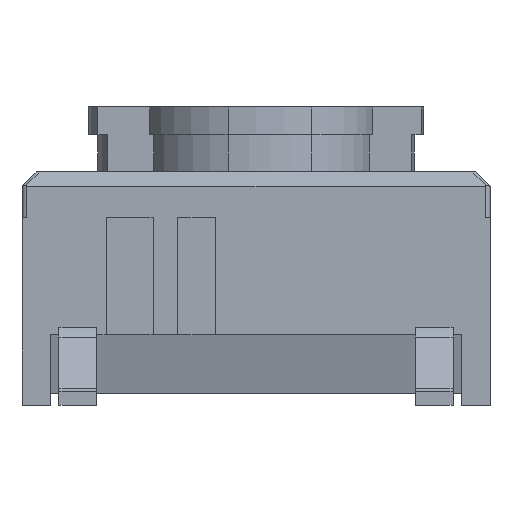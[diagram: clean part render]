
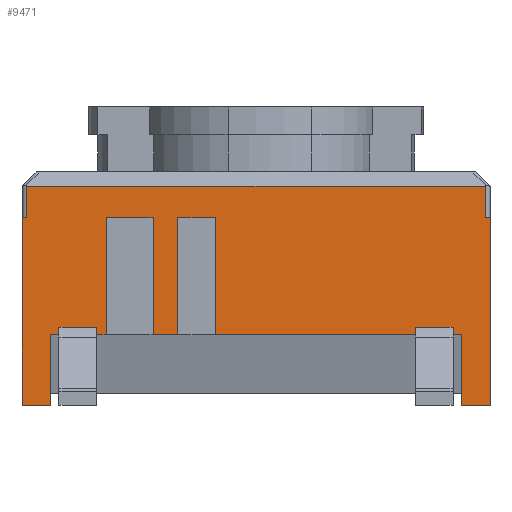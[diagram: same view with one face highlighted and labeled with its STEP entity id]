
A CAD part, left-side view. The second image highlights one B-rep face of the part: STEP entity #9471.
In plain terms, the highlighted planar face has unit normal (-1, 0, 0).
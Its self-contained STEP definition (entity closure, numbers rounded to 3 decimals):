
#2787=CARTESIAN_POINT('',(-5.,3.2,4.));
#2788=VERTEX_POINT('',#2787);
#2805=CARTESIAN_POINT('',(-5.,2.2,4.));
#2806=VERTEX_POINT('',#2805);
#2813=CARTESIAN_POINT('',(-5.,2.2,4.));
#2814=DIRECTION('',(0.0,1.0,0.0));
#2815=VECTOR('',#2814,1.);
#2816=LINE('',#2813,#2815);
#2817=EDGE_CURVE('',#2806,#2788,#2816,.T.);
#2829=CARTESIAN_POINT('',(-5.,0.87,4.));
#2830=VERTEX_POINT('',#2829);
#2837=CARTESIAN_POINT('',(-5.,1.67,4.));
#2838=VERTEX_POINT('',#2837);
#2839=CARTESIAN_POINT('',(-5.,0.87,4.));
#2840=DIRECTION('',(0.0,1.0,0.0));
#2841=VECTOR('',#2840,0.8);
#2842=LINE('',#2839,#2841);
#2843=EDGE_CURVE('',#2830,#2838,#2842,.T.);
#3487=CARTESIAN_POINT('',(-5.,4.9,4.));
#3488=VERTEX_POINT('',#3487);
#3496=CARTESIAN_POINT('',(-5.,4.9,4.68));
#3497=VERTEX_POINT('',#3496);
#3498=CARTESIAN_POINT('',(-5.,4.9,4.));
#3499=DIRECTION('',(0.0,0.0,1.0));
#3500=VECTOR('',#3499,0.68);
#3501=LINE('',#3498,#3500);
#3502=EDGE_CURVE('',#3488,#3497,#3501,.T.);
#3565=CARTESIAN_POINT('',(-5.,-4.9,4.68));
#3566=VERTEX_POINT('',#3565);
#3574=CARTESIAN_POINT('',(-5.,-4.9,4.));
#3575=VERTEX_POINT('',#3574);
#3576=CARTESIAN_POINT('',(-5.,-4.9,4.68));
#3577=DIRECTION('',(0.0,0.0,-1.0));
#3578=VECTOR('',#3577,0.68);
#3579=LINE('',#3576,#3578);
#3580=EDGE_CURVE('',#3566,#3575,#3579,.T.);
#4334=CARTESIAN_POINT('',(-5.,4.9,4.68));
#4335=DIRECTION('',(0.0,-1.0,0.0));
#4336=VECTOR('',#4335,9.8);
#4337=LINE('',#4334,#4336);
#4338=EDGE_CURVE('',#3497,#3566,#4337,.T.);
#4388=CARTESIAN_POINT('',(-5.,-5.,4.));
#4389=VERTEX_POINT('',#4388);
#4390=CARTESIAN_POINT('',(-5.,-5.,4.));
#4391=DIRECTION('',(0.0,1.0,0.0));
#4392=VECTOR('',#4391,0.1);
#4393=LINE('',#4390,#4392);
#4394=EDGE_CURVE('',#4389,#3575,#4393,.T.);
#4434=CARTESIAN_POINT('',(-5.,5.,4.));
#4435=VERTEX_POINT('',#4434);
#4442=CARTESIAN_POINT('',(-5.,4.9,4.));
#4443=DIRECTION('',(0.0,1.0,0.0));
#4444=VECTOR('',#4443,0.1);
#4445=LINE('',#4442,#4444);
#4446=EDGE_CURVE('',#3488,#4435,#4445,.T.);
#7748=CARTESIAN_POINT('',(-5.,-3.41,1.66));
#7749=VERTEX_POINT('',#7748);
#7750=CARTESIAN_POINT('',(-5.,-4.21,1.66));
#7751=VERTEX_POINT('',#7750);
#7752=CARTESIAN_POINT('',(-5.,-3.41,1.66));
#7753=DIRECTION('',(0.0,-1.0,0.0));
#7754=VECTOR('',#7753,0.8);
#7755=LINE('',#7752,#7754);
#7756=EDGE_CURVE('',#7749,#7751,#7755,.T.);
#7790=CARTESIAN_POINT('',(-5.,-3.41,1.5));
#7791=VERTEX_POINT('',#7790);
#7792=CARTESIAN_POINT('',(-5.,-3.41,1.5));
#7793=DIRECTION('',(0.0,0.0,1.0));
#7794=VECTOR('',#7793,0.16);
#7795=LINE('',#7792,#7794);
#7796=EDGE_CURVE('',#7791,#7749,#7795,.T.);
#8075=CARTESIAN_POINT('',(-5.,-4.21,1.5));
#8076=VERTEX_POINT('',#8075);
#8077=CARTESIAN_POINT('',(-5.,-4.21,1.66));
#8078=DIRECTION('',(0.0,0.0,-1.0));
#8079=VECTOR('',#8078,0.16);
#8080=LINE('',#8077,#8079);
#8081=EDGE_CURVE('',#7751,#8076,#8080,.T.);
#8467=CARTESIAN_POINT('',(-5.,0.87,1.5));
#8468=VERTEX_POINT('',#8467);
#8469=CARTESIAN_POINT('',(-5.,0.87,1.5));
#8470=DIRECTION('',(0.0,-1.0,0.0));
#8471=VECTOR('',#8470,4.28);
#8472=LINE('',#8469,#8471);
#8473=EDGE_CURVE('',#8468,#7791,#8472,.T.);
#8491=CARTESIAN_POINT('',(-5.,1.67,1.5));
#8492=VERTEX_POINT('',#8491);
#8499=CARTESIAN_POINT('',(-5.,2.2,1.5));
#8500=VERTEX_POINT('',#8499);
#8501=CARTESIAN_POINT('',(-5.,2.2,1.5));
#8502=DIRECTION('',(0.0,-1.0,0.0));
#8503=VECTOR('',#8502,0.53);
#8504=LINE('',#8501,#8503);
#8505=EDGE_CURVE('',#8500,#8492,#8504,.T.);
#8523=CARTESIAN_POINT('',(-5.,3.2,1.5));
#8524=VERTEX_POINT('',#8523);
#8531=CARTESIAN_POINT('',(-5.,3.41,1.5));
#8532=VERTEX_POINT('',#8531);
#8533=CARTESIAN_POINT('',(-5.,3.41,1.5));
#8534=DIRECTION('',(0.0,-1.0,0.0));
#8535=VECTOR('',#8534,0.21);
#8536=LINE('',#8533,#8535);
#8537=EDGE_CURVE('',#8532,#8524,#8536,.T.);
#8555=CARTESIAN_POINT('',(-5.,4.21,1.5));
#8556=VERTEX_POINT('',#8555);
#8563=CARTESIAN_POINT('',(-5.,4.4,1.5));
#8564=VERTEX_POINT('',#8563);
#8565=CARTESIAN_POINT('',(-5.,4.4,1.5));
#8566=DIRECTION('',(0.0,-1.0,0.0));
#8567=VECTOR('',#8566,0.19);
#8568=LINE('',#8565,#8567);
#8569=EDGE_CURVE('',#8564,#8556,#8568,.T.);
#8587=CARTESIAN_POINT('',(-5.,-4.4,1.5));
#8588=VERTEX_POINT('',#8587);
#8595=CARTESIAN_POINT('',(-5.,-4.21,1.5));
#8596=DIRECTION('',(0.0,-1.0,0.0));
#8597=VECTOR('',#8596,0.19);
#8598=LINE('',#8595,#8597);
#8599=EDGE_CURVE('',#8076,#8588,#8598,.T.);
#8690=CARTESIAN_POINT('',(-5.,4.21,1.66));
#8691=VERTEX_POINT('',#8690);
#8692=CARTESIAN_POINT('',(-5.,4.21,1.5));
#8693=DIRECTION('',(0.0,0.0,1.0));
#8694=VECTOR('',#8693,0.16);
#8695=LINE('',#8692,#8694);
#8696=EDGE_CURVE('',#8556,#8691,#8695,.T.);
#8781=CARTESIAN_POINT('',(-5.,3.41,1.66));
#8782=VERTEX_POINT('',#8781);
#8783=CARTESIAN_POINT('',(-5.,3.41,1.66));
#8784=DIRECTION('',(0.0,0.0,-1.0));
#8785=VECTOR('',#8784,0.16);
#8786=LINE('',#8783,#8785);
#8787=EDGE_CURVE('',#8782,#8532,#8786,.T.);
#8872=CARTESIAN_POINT('',(-5.,4.21,1.66));
#8873=DIRECTION('',(0.0,-1.0,0.0));
#8874=VECTOR('',#8873,0.8);
#8875=LINE('',#8872,#8874);
#8876=EDGE_CURVE('',#8691,#8782,#8875,.T.);
#9378=CARTESIAN_POINT('',(-5.,-5.,0.0));
#9379=DIRECTION('',(-1.0,0.0,0.0));
#9380=DIRECTION('',(0.0,0.0,1.0));
#9381=AXIS2_PLACEMENT_3D('',#9378,#9379,#9380);
#9382=PLANE('',#9381);
#9383=ORIENTED_EDGE('',*,*,#8696,.T.);
#9384=ORIENTED_EDGE('',*,*,#8876,.T.);
#9385=ORIENTED_EDGE('',*,*,#8787,.T.);
#9386=ORIENTED_EDGE('',*,*,#8537,.T.);
#9387=CARTESIAN_POINT('',(-5.,3.2,1.5));
#9388=DIRECTION('',(0.0,0.0,1.0));
#9389=VECTOR('',#9388,2.5);
#9390=LINE('',#9387,#9389);
#9391=EDGE_CURVE('',#8524,#2788,#9390,.T.);
#9392=ORIENTED_EDGE('',*,*,#9391,.T.);
#9393=ORIENTED_EDGE('',*,*,#2817,.F.);
#9394=CARTESIAN_POINT('',(-5.,2.2,4.));
#9395=DIRECTION('',(0.0,0.0,-1.0));
#9396=VECTOR('',#9395,2.5);
#9397=LINE('',#9394,#9396);
#9398=EDGE_CURVE('',#2806,#8500,#9397,.T.);
#9399=ORIENTED_EDGE('',*,*,#9398,.T.);
#9400=ORIENTED_EDGE('',*,*,#8505,.T.);
#9401=CARTESIAN_POINT('',(-5.,1.67,1.5));
#9402=DIRECTION('',(0.0,0.0,1.0));
#9403=VECTOR('',#9402,2.5);
#9404=LINE('',#9401,#9403);
#9405=EDGE_CURVE('',#8492,#2838,#9404,.T.);
#9406=ORIENTED_EDGE('',*,*,#9405,.T.);
#9407=ORIENTED_EDGE('',*,*,#2843,.F.);
#9408=CARTESIAN_POINT('',(-5.,0.87,4.));
#9409=DIRECTION('',(0.0,0.0,-1.0));
#9410=VECTOR('',#9409,2.5);
#9411=LINE('',#9408,#9410);
#9412=EDGE_CURVE('',#2830,#8468,#9411,.T.);
#9413=ORIENTED_EDGE('',*,*,#9412,.T.);
#9414=ORIENTED_EDGE('',*,*,#8473,.T.);
#9415=ORIENTED_EDGE('',*,*,#7796,.T.);
#9416=ORIENTED_EDGE('',*,*,#7756,.T.);
#9417=ORIENTED_EDGE('',*,*,#8081,.T.);
#9418=ORIENTED_EDGE('',*,*,#8599,.T.);
#9419=CARTESIAN_POINT('',(-5.,-4.4,0.));
#9420=VERTEX_POINT('',#9419);
#9421=CARTESIAN_POINT('',(-5.,-4.4,1.5));
#9422=DIRECTION('',(0.0,0.0,-1.0));
#9423=VECTOR('',#9422,1.5);
#9424=LINE('',#9421,#9423);
#9425=EDGE_CURVE('',#8588,#9420,#9424,.T.);
#9426=ORIENTED_EDGE('',*,*,#9425,.T.);
#9427=CARTESIAN_POINT('',(-5.,-5.,0.0));
#9428=VERTEX_POINT('',#9427);
#9429=CARTESIAN_POINT('',(-5.,-5.,0.0));
#9430=DIRECTION('',(0.0,1.0,0.0));
#9431=VECTOR('',#9430,0.6);
#9432=LINE('',#9429,#9431);
#9433=EDGE_CURVE('',#9428,#9420,#9432,.T.);
#9434=ORIENTED_EDGE('',*,*,#9433,.F.);
#9435=CARTESIAN_POINT('',(-5.,-5.,0.0));
#9436=DIRECTION('',(0.0,0.0,1.0));
#9437=VECTOR('',#9436,4.);
#9438=LINE('',#9435,#9437);
#9439=EDGE_CURVE('',#9428,#4389,#9438,.T.);
#9440=ORIENTED_EDGE('',*,*,#9439,.T.);
#9441=ORIENTED_EDGE('',*,*,#4394,.T.);
#9442=ORIENTED_EDGE('',*,*,#3580,.F.);
#9443=ORIENTED_EDGE('',*,*,#4338,.F.);
#9444=ORIENTED_EDGE('',*,*,#3502,.F.);
#9445=ORIENTED_EDGE('',*,*,#4446,.T.);
#9446=CARTESIAN_POINT('',(-5.,5.,0.0));
#9447=VERTEX_POINT('',#9446);
#9448=CARTESIAN_POINT('',(-5.,5.,0.0));
#9449=DIRECTION('',(0.0,0.0,1.0));
#9450=VECTOR('',#9449,4.);
#9451=LINE('',#9448,#9450);
#9452=EDGE_CURVE('',#9447,#4435,#9451,.T.);
#9453=ORIENTED_EDGE('',*,*,#9452,.F.);
#9454=CARTESIAN_POINT('',(-5.,4.4,0.));
#9455=VERTEX_POINT('',#9454);
#9456=CARTESIAN_POINT('',(-5.,4.4,0.0));
#9457=DIRECTION('',(0.0,1.0,0.0));
#9458=VECTOR('',#9457,0.6);
#9459=LINE('',#9456,#9458);
#9460=EDGE_CURVE('',#9455,#9447,#9459,.T.);
#9461=ORIENTED_EDGE('',*,*,#9460,.F.);
#9462=CARTESIAN_POINT('',(-5.,4.4,0.));
#9463=DIRECTION('',(0.0,0.0,1.0));
#9464=VECTOR('',#9463,1.5);
#9465=LINE('',#9462,#9464);
#9466=EDGE_CURVE('',#9455,#8564,#9465,.T.);
#9467=ORIENTED_EDGE('',*,*,#9466,.T.);
#9468=ORIENTED_EDGE('',*,*,#8569,.T.);
#9469=EDGE_LOOP('',(#9383,#9384,#9385,#9386,#9392,#9393,#9399,#9400,#9406,#9407,#9413,#9414,#9415,#9416,#9417,#9418,#9426,#9434,#9440,#9441,#9442,#9443,#9444,#9445,#9453,#9461,#9467,#9468));
#9470=FACE_OUTER_BOUND('',#9469,.T.);
#9471=ADVANCED_FACE('',(#9470),#9382,.T.);
